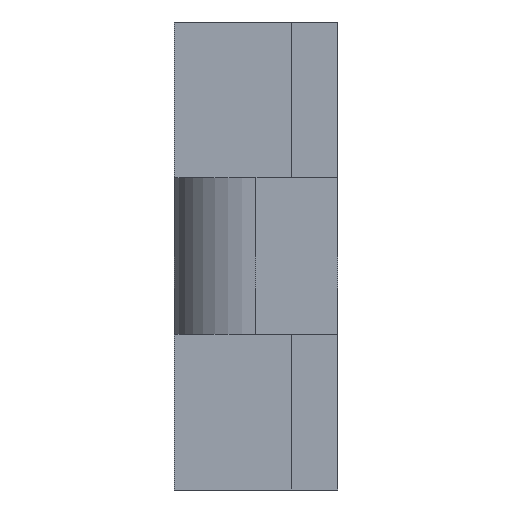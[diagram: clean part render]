
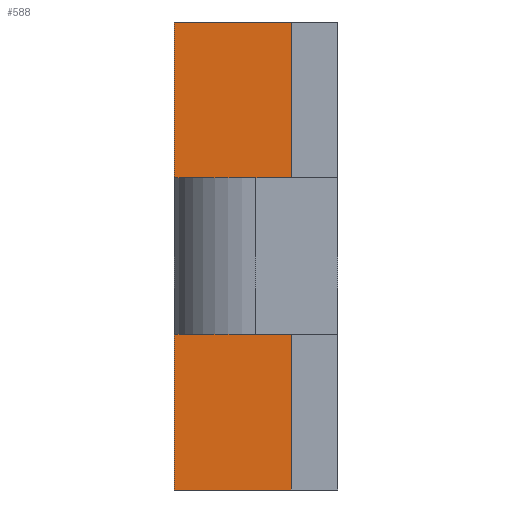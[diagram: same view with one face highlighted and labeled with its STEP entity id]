
A CAD part, left-side view. The second image highlights one B-rep face of the part: STEP entity #588.
In plain terms, the highlighted planar face has unit normal (-1, 0, 0).
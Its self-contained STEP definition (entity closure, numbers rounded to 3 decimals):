
#55=FACE_OUTER_BOUND('',#85,.T.);
#85=EDGE_LOOP('',(#402,#403,#404,#405));
#130=LINE('',#865,#196);
#131=LINE('',#867,#197);
#132=LINE('',#869,#198);
#133=LINE('',#870,#199);
#196=VECTOR('',#698,10.);
#197=VECTOR('',#699,10.);
#198=VECTOR('',#700,10.);
#199=VECTOR('',#701,10.);
#262=VERTEX_POINT('',#863);
#263=VERTEX_POINT('',#864);
#264=VERTEX_POINT('',#866);
#265=VERTEX_POINT('',#868);
#318=EDGE_CURVE('',#262,#263,#130,.T.);
#319=EDGE_CURVE('',#264,#262,#131,.T.);
#320=EDGE_CURVE('',#264,#265,#132,.T.);
#321=EDGE_CURVE('',#263,#265,#133,.T.);
#402=ORIENTED_EDGE('',*,*,#318,.F.);
#403=ORIENTED_EDGE('',*,*,#319,.F.);
#404=ORIENTED_EDGE('',*,*,#320,.T.);
#405=ORIENTED_EDGE('',*,*,#321,.F.);
#567=PLANE('',#641);
#588=ADVANCED_FACE('',(#55),#567,.T.);
#641=AXIS2_PLACEMENT_3D('',#862,#696,#697);
#696=DIRECTION('center_axis',(-1.,0.,0.));
#697=DIRECTION('ref_axis',(0.,1.,0.));
#698=DIRECTION('',(0.,0.,-1.));
#699=DIRECTION('',(0.,-1.,0.));
#700=DIRECTION('',(0.,0.,-1.));
#701=DIRECTION('',(0.,1.,0.));
#862=CARTESIAN_POINT('Origin',(-3.75,0.,0.));
#863=CARTESIAN_POINT('',(-3.75,1.,0.));
#864=CARTESIAN_POINT('',(-3.75,1.,-10.));
#865=CARTESIAN_POINT('',(-3.75,1.,0.));
#866=CARTESIAN_POINT('',(-3.75,3.5,0.));
#867=CARTESIAN_POINT('',(-3.75,3.5,0.));
#868=CARTESIAN_POINT('',(-3.75,3.5,-10.));
#869=CARTESIAN_POINT('',(-3.75,3.5,0.));
#870=CARTESIAN_POINT('',(-3.75,0.875,-10.));
